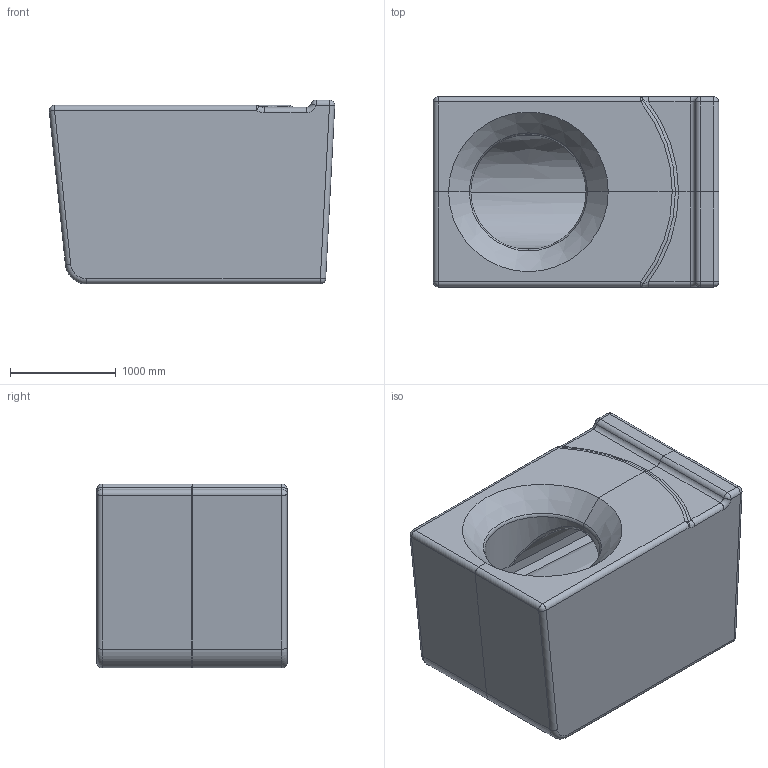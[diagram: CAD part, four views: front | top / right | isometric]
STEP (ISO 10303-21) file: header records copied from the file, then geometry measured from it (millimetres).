
FILE_DESCRIPTION(/* description */ (''),/* implementation_level */ '2;1');
FILE_NAME(/* name */ '19843.100X_3D.stp',/* time_stamp */ '2025-02-21T13:29:33+01:00',/* author */ ('c.rudolph'),/* organization */ (''),/* preprocessor_version */ 'ST-DEVELOPER v20',/* originating_system */ 'AutoCAD Mechanical',/* authorisation */ '');
FILE_SCHEMA (('AUTOMOTIVE_DESIGN { 1 0 10303 214 3 1 1 }'));
Length unit declared in the file: centimetre
Products named in the file (2): Product; *S0
Assembly tree (1 placements, depth 2):
  Product
    *S0
Bounding box: 2699.83 x 1800 x 1740 mm (x, y, z)
Volume: 5185303394.1 mm3; surface area: 34548170.1 mm2
Topology: 2 solids, 2 shells, 104 faces, 248 edges, 158 vertices
Faces by surface type: cylinder 36, plane 32, torus 16, sphere 10, bspline 8, cone 2
Full cylindrical faces by diameter (mm): 140 x4, 169.862 x2
Entity records: 3761 total; most frequent: CARTESIAN_POINT 1286, DIRECTION 528, ORIENTED_EDGE 488, EDGE_CURVE 244, AXIS2_PLACEMENT_3D 214, VERTEX_POINT 150, EDGE_LOOP 110, CIRCLE 105
